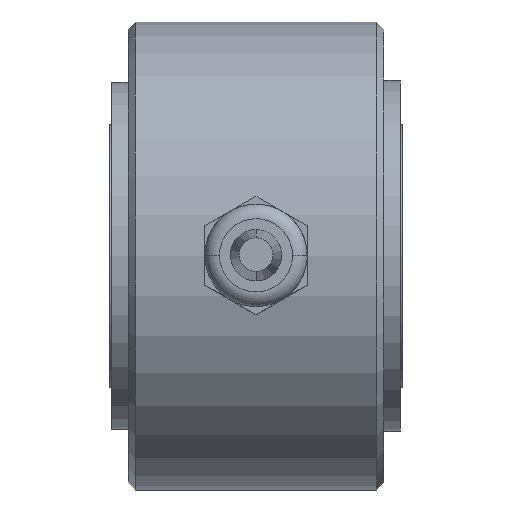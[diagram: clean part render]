
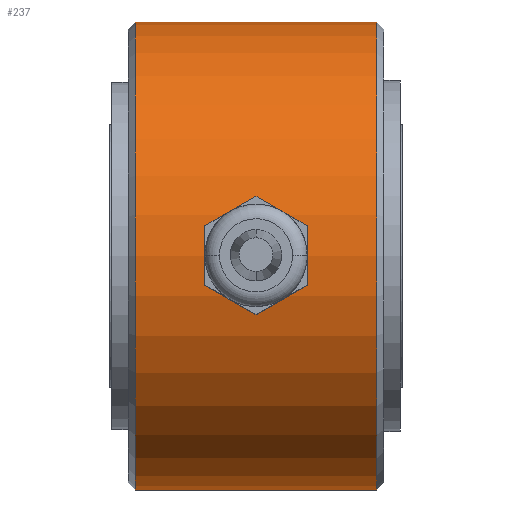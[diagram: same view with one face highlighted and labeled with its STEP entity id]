
A CAD part, top view. The second image highlights one B-rep face of the part: STEP entity #237.
In plain terms, the highlighted cylindrical face has radius 32 mm (diameter 64 mm), a full revolution.
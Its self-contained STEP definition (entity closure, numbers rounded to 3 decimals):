
#237 = ADVANCED_FACE( '', ( #485, #486 ), #487, .T. );
#485 = FACE_OUTER_BOUND( '', #773, .T. );
#486 = FACE_OUTER_BOUND( '', #774, .T. );
#487 = CYLINDRICAL_SURFACE( '', #775, 32. );
#773 = EDGE_LOOP( '', ( #1227 ) );
#774 = EDGE_LOOP( '', ( #1228 ) );
#775 = AXIS2_PLACEMENT_3D( '', #1229, #1230, #1231 );
#1227 = ORIENTED_EDGE( '', *, *, #1757, .T. );
#1228 = ORIENTED_EDGE( '', *, *, #1758, .T. );
#1229 = CARTESIAN_POINT( '', ( 3.076, 0., 0. ) );
#1230 = DIRECTION( '', ( 1., 0., 0. ) );
#1231 = DIRECTION( '', ( 0., 0., 1. ) );
#1757 = EDGE_CURVE( '', #2091, #2091, #2092, .F. );
#1758 = EDGE_CURVE( '', #2093, #2093, #2094, .F. );
#2091 = VERTEX_POINT( '', #3191 );
#2092 = CIRCLE( '', #3192, 32. );
#2093 = VERTEX_POINT( '', #3193 );
#2094 = CIRCLE( '', #3194, 32. );
#3191 = CARTESIAN_POINT( '', ( -0.424, 0., -32. ) );
#3192 = AXIS2_PLACEMENT_3D( '', #3690, #3691, #3692 );
#3193 = CARTESIAN_POINT( '', ( -33.424, 0., 32. ) );
#3194 = AXIS2_PLACEMENT_3D( '', #3693, #3694, #3695 );
#3690 = CARTESIAN_POINT( '', ( -0.424, 0., 0. ) );
#3691 = DIRECTION( '', ( 1., 0., 0. ) );
#3692 = DIRECTION( '', ( 0., 0., -1. ) );
#3693 = CARTESIAN_POINT( '', ( -33.424, 0., 0. ) );
#3694 = DIRECTION( '', ( -1., 0., 0. ) );
#3695 = DIRECTION( '', ( 0., 0., 1. ) );
